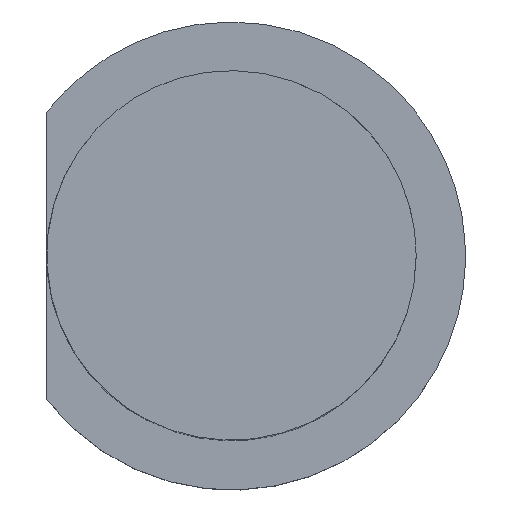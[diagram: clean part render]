
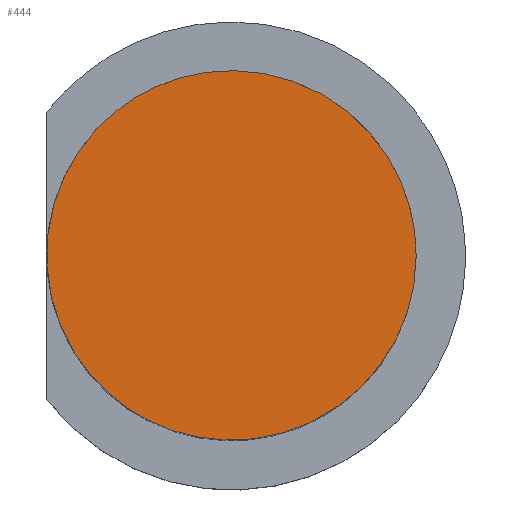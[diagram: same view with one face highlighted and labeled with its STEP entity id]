
A CAD part, top view. The second image highlights one B-rep face of the part: STEP entity #444.
In plain terms, the highlighted free-form (B-spline) face has degree [1, 1] with [2, 2] control points.
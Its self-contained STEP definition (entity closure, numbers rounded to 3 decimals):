
#411 = VERTEX_POINT('',#412);
#412 = CARTESIAN_POINT('',(3.686,0.05,9.46));
#417 = EDGE_CURVE('',#411,#411,#418,.T.);
#418 = ( BOUNDED_CURVE() B_SPLINE_CURVE(2,(#419,#420,#421,#422,#423,#424
,#425),.UNSPECIFIED.,.T.,.F.) B_SPLINE_CURVE_WITH_KNOTS((3,2,2,3),(0.,
    2.094,4.189,6.283),
.PIECEWISE_BEZIER_KNOTS.) CURVE() GEOMETRIC_REPRESENTATION_ITEM() 
RATIONAL_B_SPLINE_CURVE((1.,0.5,1.,0.5,1.,0.5,1.)) REPRESENTATION_ITEM(
  '') );
#419 = CARTESIAN_POINT('',(3.686,0.05,9.46));
#420 = CARTESIAN_POINT('',(3.686,-4.627,9.46));
#421 = CARTESIAN_POINT('',(-0.364,-2.288,9.46));
#422 = CARTESIAN_POINT('',(-4.414,0.05,9.46));
#423 = CARTESIAN_POINT('',(-0.364,2.388,9.46));
#424 = CARTESIAN_POINT('',(3.686,4.727,9.46));
#425 = CARTESIAN_POINT('',(3.686,0.05,9.46));
#444 = ADVANCED_FACE('',(#445),#448,.T.);
#445 = FACE_BOUND('',#446,.T.);
#446 = EDGE_LOOP('',(#447));
#447 = ORIENTED_EDGE('',*,*,#417,.F.);
#448 = B_SPLINE_SURFACE_WITH_KNOTS('',1,1,(
    (#449,#450)
    ,(#451,#452
    )),.UNSPECIFIED.,.F.,.F.,.F.,(2,2),(2,2),(-1.5,1.5),(-1.5,1.5),
  .PIECEWISE_BEZIER_KNOTS.);
#449 = CARTESIAN_POINT('',(3.686,2.75,9.46));
#450 = CARTESIAN_POINT('',(3.686,-2.65,9.46));
#451 = CARTESIAN_POINT('',(-1.714,2.75,9.46));
#452 = CARTESIAN_POINT('',(-1.714,-2.65,9.46));
